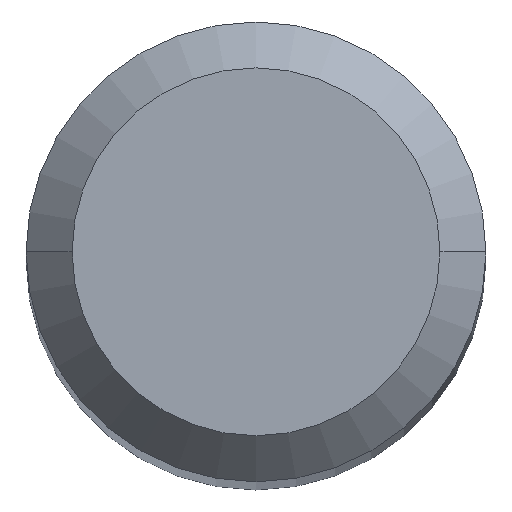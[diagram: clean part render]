
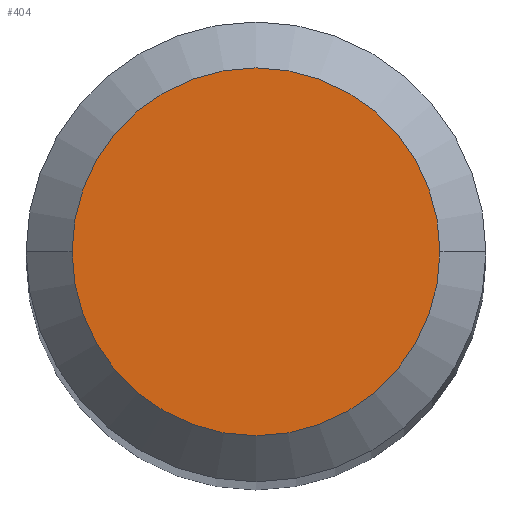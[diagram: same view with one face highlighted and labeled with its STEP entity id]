
A CAD part, top view. The second image highlights one B-rep face of the part: STEP entity #404.
In plain terms, the highlighted planar face has unit normal (0, 0, 1).
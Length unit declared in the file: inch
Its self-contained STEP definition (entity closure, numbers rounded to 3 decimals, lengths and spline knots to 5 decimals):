
#16 = PLANE ( 'NONE',  #194 ) ;
#41 = AXIS2_PLACEMENT_3D ( 'NONE', #482, #210, #336 ) ;
#58 = EDGE_CURVE ( 'NONE', #170, #192, #423, .T. ) ;
#75 = CARTESIAN_POINT ( 'NONE',  ( 0.063, 0., 0. ) ) ;
#83 = CARTESIAN_POINT ( 'NONE',  ( 0., 0., 0. ) ) ;
#112 = AXIS2_PLACEMENT_3D ( 'NONE', #250, #174, #329 ) ;
#159 = ORIENTED_EDGE ( 'NONE', *, *, #58, .T. ) ;
#170 = VERTEX_POINT ( 'NONE', #341 ) ;
#174 = DIRECTION ( 'NONE',  ( 0., 0., 1. ) ) ;
#192 = VERTEX_POINT ( 'NONE', #75 ) ;
#194 = AXIS2_PLACEMENT_3D ( 'NONE', #83, #314, #431 ) ;
#210 = DIRECTION ( 'NONE',  ( 0., 0., 1. ) ) ;
#222 = EDGE_CURVE ( 'NONE', #192, #170, #326, .T. ) ;
#250 = CARTESIAN_POINT ( 'NONE',  ( 0., 0., 0. ) ) ;
#314 = DIRECTION ( 'NONE',  ( 0., 0., -1. ) ) ;
#326 = CIRCLE ( 'NONE', #112, 0.063 ) ;
#329 = DIRECTION ( 'NONE',  ( 1., 0., 0. ) ) ;
#336 = DIRECTION ( 'NONE',  ( 1., 0., 0. ) ) ;
#341 = CARTESIAN_POINT ( 'NONE',  ( -0.063, 0., 0. ) ) ;
#353 = FACE_OUTER_BOUND ( 'NONE', #419, .T. ) ;
#404 = ADVANCED_FACE ( 'NONE', ( #353 ), #16, .F. ) ;
#419 = EDGE_LOOP ( 'NONE', ( #159, #424 ) ) ;
#423 = CIRCLE ( 'NONE', #41, 0.063 ) ;
#424 = ORIENTED_EDGE ( 'NONE', *, *, #222, .T. ) ;
#431 = DIRECTION ( 'NONE',  ( -1., 0., 0. ) ) ;
#482 = CARTESIAN_POINT ( 'NONE',  ( 0., 0., 0. ) ) ;
